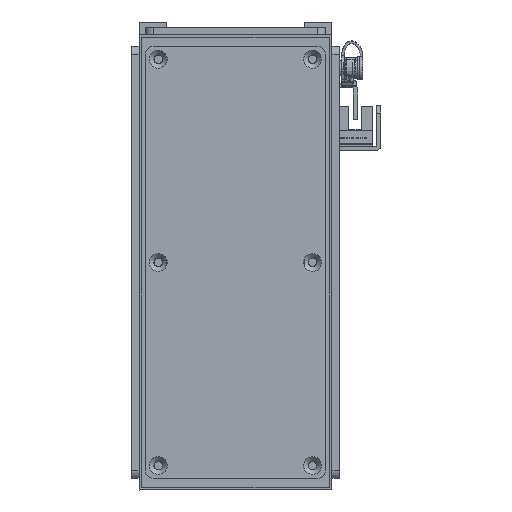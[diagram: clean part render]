
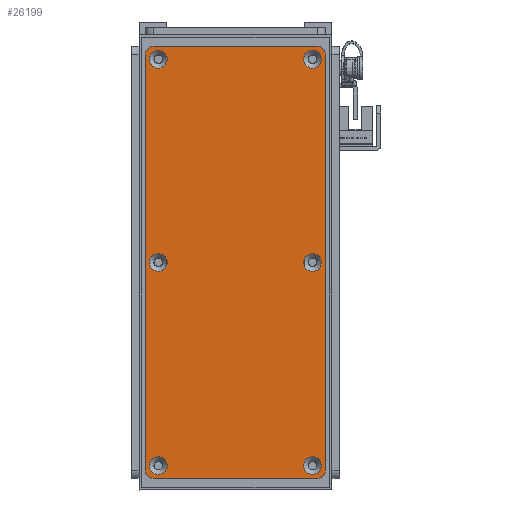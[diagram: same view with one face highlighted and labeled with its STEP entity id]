
A CAD part, left-side view. The second image highlights one B-rep face of the part: STEP entity #26199.
In plain terms, the highlighted face is planar.
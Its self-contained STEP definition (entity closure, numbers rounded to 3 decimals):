
#1104=FACE_BOUND('',#5587,.T.);
#1105=FACE_BOUND('',#5588,.T.);
#1106=FACE_BOUND('',#5589,.T.);
#1107=FACE_BOUND('',#5590,.T.);
#1108=FACE_BOUND('',#5591,.T.);
#1109=FACE_BOUND('',#5592,.T.);
#1770=PLANE('',#29396);
#3743=FACE_OUTER_BOUND('',#5586,.T.);
#5586=EDGE_LOOP('',(#24513,#24514,#24515,#24516,#24517,#24518,#24519,#24520));
#5587=EDGE_LOOP('',(#24521));
#5588=EDGE_LOOP('',(#24522));
#5589=EDGE_LOOP('',(#24523));
#5590=EDGE_LOOP('',(#24524));
#5591=EDGE_LOOP('',(#24525));
#5592=EDGE_LOOP('',(#24526));
#7751=LINE('',#45788,#9911);
#7754=LINE('',#45796,#9914);
#7757=LINE('',#45804,#9917);
#7760=LINE('',#45811,#9920);
#9911=VECTOR('',#37026,10.);
#9914=VECTOR('',#37035,10.);
#9917=VECTOR('',#37044,10.);
#9920=VECTOR('',#37053,10.);
#11242=CIRCLE('',#29350,3.45);
#11245=CIRCLE('',#29355,3.45);
#11248=CIRCLE('',#29360,3.45);
#11251=CIRCLE('',#29365,3.45);
#11254=CIRCLE('',#29370,3.45);
#11257=CIRCLE('',#29375,3.45);
#11264=CIRCLE('',#29385,3.);
#11265=CIRCLE('',#29388,3.);
#11266=CIRCLE('',#29391,3.);
#11267=CIRCLE('',#29394,3.);
#13650=VERTEX_POINT('',#45704);
#13653=VERTEX_POINT('',#45714);
#13656=VERTEX_POINT('',#45724);
#13659=VERTEX_POINT('',#45734);
#13662=VERTEX_POINT('',#45744);
#13665=VERTEX_POINT('',#45754);
#13676=VERTEX_POINT('',#45781);
#13677=VERTEX_POINT('',#45783);
#13678=VERTEX_POINT('',#45787);
#13679=VERTEX_POINT('',#45791);
#13680=VERTEX_POINT('',#45795);
#13681=VERTEX_POINT('',#45799);
#13682=VERTEX_POINT('',#45803);
#13683=VERTEX_POINT('',#45807);
#17253=EDGE_CURVE('',#13650,#13650,#11242,.T.);
#17258=EDGE_CURVE('',#13653,#13653,#11245,.T.);
#17263=EDGE_CURVE('',#13656,#13656,#11248,.T.);
#17268=EDGE_CURVE('',#13659,#13659,#11251,.T.);
#17273=EDGE_CURVE('',#13662,#13662,#11254,.T.);
#17278=EDGE_CURVE('',#13665,#13665,#11257,.T.);
#17292=EDGE_CURVE('',#13677,#13676,#11264,.T.);
#17294=EDGE_CURVE('',#13678,#13677,#7751,.T.);
#17296=EDGE_CURVE('',#13679,#13678,#11265,.T.);
#17298=EDGE_CURVE('',#13680,#13679,#7754,.T.);
#17300=EDGE_CURVE('',#13681,#13680,#11266,.T.);
#17302=EDGE_CURVE('',#13682,#13681,#7757,.T.);
#17304=EDGE_CURVE('',#13683,#13682,#11267,.T.);
#17306=EDGE_CURVE('',#13676,#13683,#7760,.T.);
#24513=ORIENTED_EDGE('',*,*,#17306,.T.);
#24514=ORIENTED_EDGE('',*,*,#17304,.T.);
#24515=ORIENTED_EDGE('',*,*,#17302,.T.);
#24516=ORIENTED_EDGE('',*,*,#17300,.T.);
#24517=ORIENTED_EDGE('',*,*,#17298,.T.);
#24518=ORIENTED_EDGE('',*,*,#17296,.T.);
#24519=ORIENTED_EDGE('',*,*,#17294,.T.);
#24520=ORIENTED_EDGE('',*,*,#17292,.T.);
#24521=ORIENTED_EDGE('',*,*,#17253,.T.);
#24522=ORIENTED_EDGE('',*,*,#17258,.T.);
#24523=ORIENTED_EDGE('',*,*,#17263,.T.);
#24524=ORIENTED_EDGE('',*,*,#17268,.T.);
#24525=ORIENTED_EDGE('',*,*,#17273,.T.);
#24526=ORIENTED_EDGE('',*,*,#17278,.T.);
#26199=ADVANCED_FACE('',(#3743,#1104,#1105,#1106,#1107,#1108,#1109),#1770,
 .T.);
#29350=AXIS2_PLACEMENT_3D('',#45705,#36934,#36935);
#29355=AXIS2_PLACEMENT_3D('',#45715,#36946,#36947);
#29360=AXIS2_PLACEMENT_3D('',#45725,#36958,#36959);
#29365=AXIS2_PLACEMENT_3D('',#45735,#36970,#36971);
#29370=AXIS2_PLACEMENT_3D('',#45745,#36982,#36983);
#29375=AXIS2_PLACEMENT_3D('',#45755,#36994,#36995);
#29385=AXIS2_PLACEMENT_3D('',#45784,#37021,#37022);
#29388=AXIS2_PLACEMENT_3D('',#45792,#37030,#37031);
#29391=AXIS2_PLACEMENT_3D('',#45800,#37039,#37040);
#29394=AXIS2_PLACEMENT_3D('',#45808,#37048,#37049);
#29396=AXIS2_PLACEMENT_3D('',#45812,#37054,#37055);
#36934=DIRECTION('center_axis',(0.,0.,-1.));
#36935=DIRECTION('ref_axis',(1.,0.,0.));
#36946=DIRECTION('center_axis',(0.,0.,-1.));
#36947=DIRECTION('ref_axis',(1.,0.,0.));
#36958=DIRECTION('center_axis',(0.,0.,-1.));
#36959=DIRECTION('ref_axis',(1.,0.,0.));
#36970=DIRECTION('center_axis',(0.,0.,-1.));
#36971=DIRECTION('ref_axis',(1.,0.,0.));
#36982=DIRECTION('center_axis',(0.,0.,-1.));
#36983=DIRECTION('ref_axis',(1.,0.,0.));
#36994=DIRECTION('center_axis',(0.,0.,-1.));
#36995=DIRECTION('ref_axis',(1.,0.,0.));
#37021=DIRECTION('center_axis',(0.,0.,1.));
#37022=DIRECTION('ref_axis',(-1.,0.,0.));
#37026=DIRECTION('',(0.,1.,0.));
#37030=DIRECTION('center_axis',(0.,0.,1.));
#37031=DIRECTION('ref_axis',(0.,1.,0.));
#37035=DIRECTION('',(1.,0.,0.));
#37039=DIRECTION('center_axis',(0.,0.,1.));
#37040=DIRECTION('ref_axis',(1.,0.,0.));
#37044=DIRECTION('',(0.,-1.,0.));
#37048=DIRECTION('center_axis',(0.,0.,1.));
#37049=DIRECTION('ref_axis',(0.,-1.,0.));
#37053=DIRECTION('',(-1.,0.,0.));
#37054=DIRECTION('center_axis',(0.,0.,1.));
#37055=DIRECTION('ref_axis',(1.,0.,0.));
#45704=CARTESIAN_POINT('',(-3.45,30.,1.5));
#45705=CARTESIAN_POINT('Origin',(0.,30.,1.5));
#45714=CARTESIAN_POINT('',(75.55,-30.,1.5));
#45715=CARTESIAN_POINT('Origin',(79.,-30.,1.5));
#45724=CARTESIAN_POINT('',(-82.45,30.,1.5));
#45725=CARTESIAN_POINT('Origin',(-79.,30.,1.5));
#45734=CARTESIAN_POINT('',(75.55,30.,1.5));
#45735=CARTESIAN_POINT('Origin',(79.,30.,1.5));
#45744=CARTESIAN_POINT('',(-82.45,-30.,1.5));
#45745=CARTESIAN_POINT('Origin',(-79.,-30.,1.5));
#45754=CARTESIAN_POINT('',(-3.45,-30.,1.5));
#45755=CARTESIAN_POINT('Origin',(0.,-30.,1.5));
#45781=CARTESIAN_POINT('',(81.,35.,1.5));
#45783=CARTESIAN_POINT('',(84.,32.,1.5));
#45784=CARTESIAN_POINT('Origin',(81.,32.,1.5));
#45787=CARTESIAN_POINT('',(84.,-32.,1.5));
#45788=CARTESIAN_POINT('',(84.,32.,1.5));
#45791=CARTESIAN_POINT('',(81.,-35.,1.5));
#45792=CARTESIAN_POINT('Origin',(81.,-32.,1.5));
#45795=CARTESIAN_POINT('',(-81.,-35.,1.5));
#45796=CARTESIAN_POINT('',(81.,-35.,1.5));
#45799=CARTESIAN_POINT('',(-84.,-32.,1.5));
#45800=CARTESIAN_POINT('Origin',(-81.,-32.,1.5));
#45803=CARTESIAN_POINT('',(-84.,32.,1.5));
#45804=CARTESIAN_POINT('',(-84.,-32.,1.5));
#45807=CARTESIAN_POINT('',(-81.,35.,1.5));
#45808=CARTESIAN_POINT('Origin',(-81.,32.,1.5));
#45811=CARTESIAN_POINT('',(-81.,35.,1.5));
#45812=CARTESIAN_POINT('Origin',(0.,0.,
1.5));
